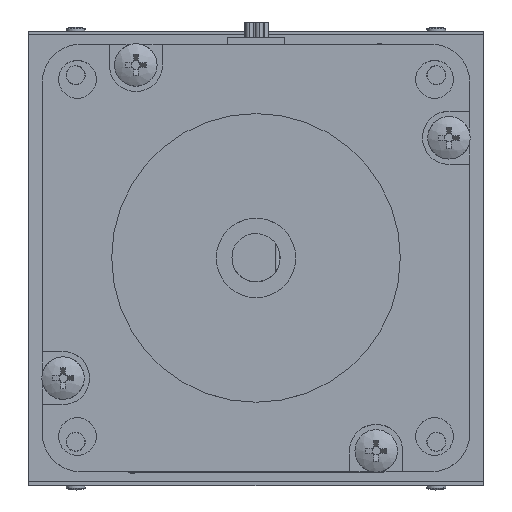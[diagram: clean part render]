
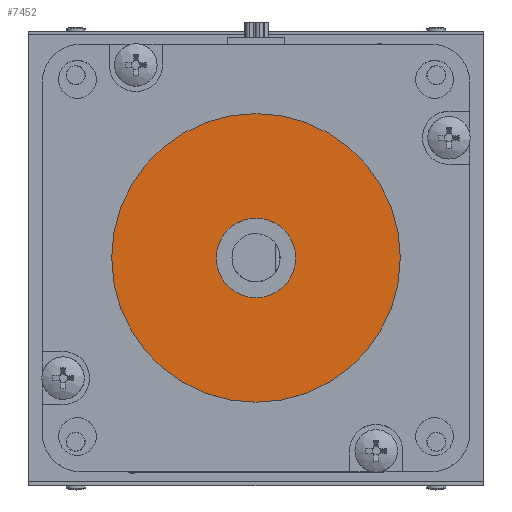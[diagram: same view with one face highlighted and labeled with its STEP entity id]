
A CAD part, top view. The second image highlights one B-rep face of the part: STEP entity #7452.
In plain terms, the highlighted planar face has unit normal (0, 0, 1).
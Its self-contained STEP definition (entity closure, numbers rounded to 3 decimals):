
#1259 = FACE_BOUND ( 'NONE', #11514, .T. ) ;
#1305 = ORIENTED_EDGE ( 'NONE', *, *, #48178, .T. ) ;
#1779 = CIRCLE ( 'NONE', #30976, 5.25 ) ;
#2363 = CARTESIAN_POINT ( 'NONE',  ( 0., 0., 42.6 ) ) ;
#6663 = DIRECTION ( 'NONE',  ( 0., 0., -1. ) ) ;
#7452 = ADVANCED_FACE ( 'NONE', ( #28941, #1259 ), #21616, .T. ) ;
#7650 = DIRECTION ( 'NONE',  ( 1., 0., 0. ) ) ;
#11514 = EDGE_LOOP ( 'NONE', ( #42887, #1305 ) ) ;
#12545 = CARTESIAN_POINT ( 'NONE',  ( -19.05, 0., 42.6 ) ) ;
#12857 = AXIS2_PLACEMENT_3D ( 'NONE', #2363, #38744, #7650 ) ;
#15660 = ORIENTED_EDGE ( 'NONE', *, *, #21556, .F. ) ;
#19342 = DIRECTION ( 'NONE',  ( 0., 0., -1. ) ) ;
#19674 = VERTEX_POINT ( 'NONE', #65483 ) ;
#20167 = CARTESIAN_POINT ( 'NONE',  ( 0., 0., 42.6 ) ) ;
#21556 = EDGE_CURVE ( 'NONE', #29178, #19674, #31625, .T. ) ;
#21616 = PLANE ( 'NONE',  #58860 ) ;
#22193 = CIRCLE ( 'NONE', #12857, 19.05 ) ;
#25381 = DIRECTION ( 'NONE',  ( 1., 0., 0. ) ) ;
#27043 = CARTESIAN_POINT ( 'NONE',  ( 0., 0., 42.6 ) ) ;
#27482 = AXIS2_PLACEMENT_3D ( 'NONE', #50528, #19342, #55855 ) ;
#28941 = FACE_OUTER_BOUND ( 'NONE', #62816, .T. ) ;
#29178 = VERTEX_POINT ( 'NONE', #12545 ) ;
#30976 = AXIS2_PLACEMENT_3D ( 'NONE', #37748, #6663, #43017 ) ;
#31625 = CIRCLE ( 'NONE', #50541, 19.05 ) ;
#32092 = CIRCLE ( 'NONE', #27482, 5.25 ) ;
#32293 = DIRECTION ( 'NONE',  ( 1., 0., 0. ) ) ;
#34532 = EDGE_CURVE ( 'NONE', #19674, #29178, #22193, .T. ) ;
#37748 = CARTESIAN_POINT ( 'NONE',  ( 0., 0., 42.6 ) ) ;
#38744 = DIRECTION ( 'NONE',  ( 0., 0., -1. ) ) ;
#42887 = ORIENTED_EDGE ( 'NONE', *, *, #67403, .T. ) ;
#43017 = DIRECTION ( 'NONE',  ( -1., 0., 0. ) ) ;
#48178 = EDGE_CURVE ( 'NONE', #65580, #66575, #1779, .T. ) ;
#50528 = CARTESIAN_POINT ( 'NONE',  ( 0., 0., 42.6 ) ) ;
#50541 = AXIS2_PLACEMENT_3D ( 'NONE', #20167, #56707, #25381 ) ;
#52316 = CARTESIAN_POINT ( 'NONE',  ( 5.25, 0., 42.6 ) ) ;
#53778 = ORIENTED_EDGE ( 'NONE', *, *, #34532, .F. ) ;
#55855 = DIRECTION ( 'NONE',  ( -1., 0., 0. ) ) ;
#56707 = DIRECTION ( 'NONE',  ( 0., 0., -1. ) ) ;
#56819 = CARTESIAN_POINT ( 'NONE',  ( -5.25, 0., 42.6 ) ) ;
#58860 = AXIS2_PLACEMENT_3D ( 'NONE', #27043, #63678, #32293 ) ;
#62816 = EDGE_LOOP ( 'NONE', ( #53778, #15660 ) ) ;
#63678 = DIRECTION ( 'NONE',  ( 0., 0., 1. ) ) ;
#65483 = CARTESIAN_POINT ( 'NONE',  ( 19.05, 0., 42.6 ) ) ;
#65580 = VERTEX_POINT ( 'NONE', #52316 ) ;
#66575 = VERTEX_POINT ( 'NONE', #56819 ) ;
#67403 = EDGE_CURVE ( 'NONE', #66575, #65580, #32092, .T. ) ;
